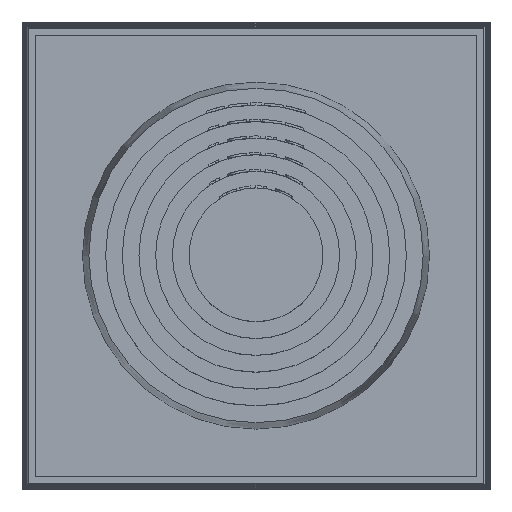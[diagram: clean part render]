
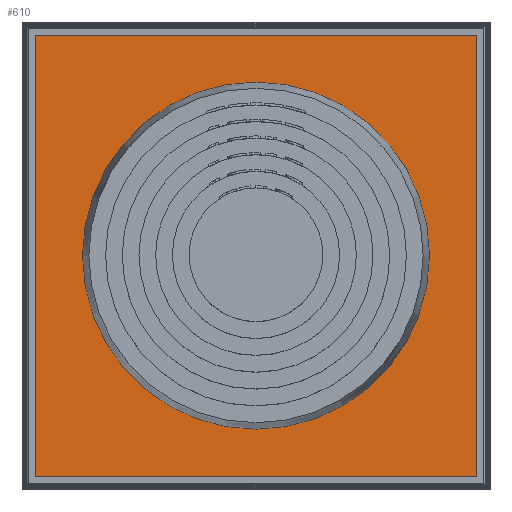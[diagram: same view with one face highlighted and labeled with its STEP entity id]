
A CAD part, top view. The second image highlights one B-rep face of the part: STEP entity #610.
In plain terms, the highlighted planar face has unit normal (0, 0, 1).
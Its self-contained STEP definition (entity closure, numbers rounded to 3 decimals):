
#443=CIRCLE('',#4499,15.569);
#506=FACE_BOUND('',#1253,.T.);
#507=FACE_BOUND('',#1254,.T.);
#610=ADVANCED_FACE('',(#506,#507),#872,.T.);
#872=PLANE('',#4500);
#1253=EDGE_LOOP('',(#1608));
#1254=EDGE_LOOP('',(#1609,#1610,#1611,#1612));
#1608=ORIENTED_EDGE('',*,*,#3210,.T.);
#1609=ORIENTED_EDGE('',*,*,#3203,.T.);
#1610=ORIENTED_EDGE('',*,*,#3206,.T.);
#1611=ORIENTED_EDGE('',*,*,#3208,.T.);
#1612=ORIENTED_EDGE('',*,*,#3209,.T.);
#2790=VERTEX_POINT('',#5681);
#2791=VERTEX_POINT('',#5683);
#2792=VERTEX_POINT('',#5687);
#2793=VERTEX_POINT('',#5691);
#2794=VERTEX_POINT('',#5697);
#3203=EDGE_CURVE('',#2791,#2790,#3808,.T.);
#3206=EDGE_CURVE('',#2790,#2792,#3811,.T.);
#3208=EDGE_CURVE('',#2792,#2793,#3813,.T.);
#3209=EDGE_CURVE('',#2793,#2791,#3814,.T.);
#3210=EDGE_CURVE('',#2794,#2794,#443,.T.);
#3808=LINE('',#5682,#4118);
#3811=LINE('',#5688,#4121);
#3813=LINE('',#5692,#4123);
#3814=LINE('',#5694,#4124);
#4118=VECTOR('',#4779,1.);
#4121=VECTOR('',#4784,1.);
#4123=VECTOR('',#4788,1.);
#4124=VECTOR('',#4791,1.);
#4499=AXIS2_PLACEMENT_3D('',#5696,#4794,#4795);
#4500=AXIS2_PLACEMENT_3D('',#5698,#4796,#4797);
#4779=DIRECTION('',(0.,-1.,0.));
#4784=DIRECTION('',(1.,0.,0.));
#4788=DIRECTION('',(0.,1.,0.));
#4791=DIRECTION('',(-1.,0.,0.));
#4794=DIRECTION('',(0.,0.,-1.));
#4795=DIRECTION('',(-1.,0.,0.));
#4796=DIRECTION('',(0.,0.,1.));
#4797=DIRECTION('',(-1.,0.,0.));
#5681=CARTESIAN_POINT('',(-19.8,-19.8,17.7));
#5682=CARTESIAN_POINT('',(-19.8,19.8,17.7));
#5683=CARTESIAN_POINT('',(-19.8,19.8,17.7));
#5687=CARTESIAN_POINT('',(19.8,-19.8,17.7));
#5688=CARTESIAN_POINT('',(-19.8,-19.8,17.7));
#5691=CARTESIAN_POINT('',(19.8,19.8,17.7));
#5692=CARTESIAN_POINT('',(19.8,-19.8,17.7));
#5694=CARTESIAN_POINT('',(19.8,19.8,17.7));
#5696=CARTESIAN_POINT('',(0.,0.,17.7));
#5697=CARTESIAN_POINT('',(-15.569,0.,17.7));
#5698=CARTESIAN_POINT('',(0.,0.,17.7));
